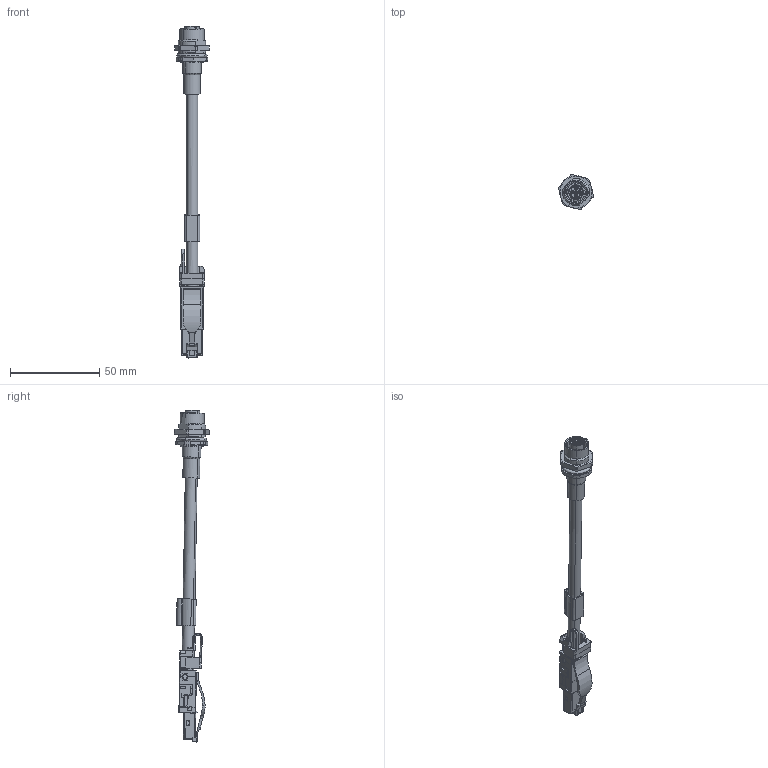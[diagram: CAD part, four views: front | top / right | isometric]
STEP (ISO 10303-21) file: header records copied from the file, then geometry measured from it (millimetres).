
FILE_DESCRIPTION(('CATIA V5 STEP Exchange','CAx-IF Rec.Pracs.--- Model Styling and Organization---1.5--- 2016-08-15','CAx-IF Rec.Pracs.---Supplemental Geometry---1.0---2011-11-01','CAx-IF Rec.Pracs.--- Composite Materials ---1.1---2010-07-15'),'2;1');
FILE_NAME ('320077-2_0', '2025-06-26T05:05:56+00:00', ('none'), ('Weidmueller'), 'CATIA Version 5-6 Release 2022 SP4 HF5', 'CATIA V5 STEP AP214 v3', 'none');
FILE_SCHEMA(('AUTOMOTIVE_DESIGN { 1 0 10303 214 1 1 1 1 }'));
Products named in the file (1): 1234750000
Bounding box: 19.64 x 19.68 x 186.47 mm (x, y, z)
Volume: 12299 mm3; surface area: 12395.2 mm2
Topology: 1 solids, 1 shells, 1331 faces, 3890 edges, 2510 vertices
Faces by surface type: plane 847, cylinder 314, cone 53, extrusion 47, torus 41, bspline 17, sphere 12
Entity records: 47329 total; most frequent: CARTESIAN_POINT 13704, ORIENTED_EDGE 7740, DIRECTION 5691, EDGE_CURVE 3870, VECTOR 2805, LINE 2758, VERTEX_POINT 2510, AXIS2_PLACEMENT_3D 1667
